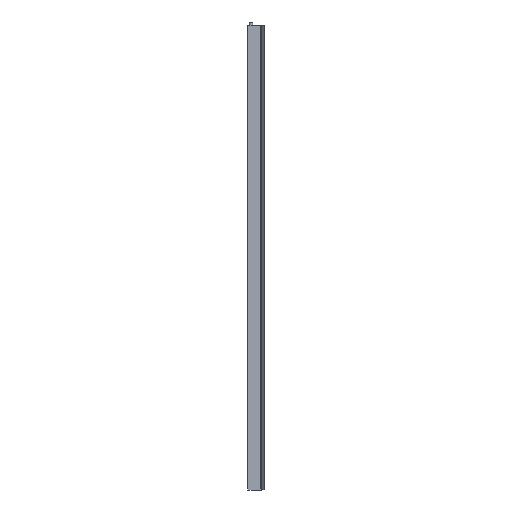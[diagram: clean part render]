
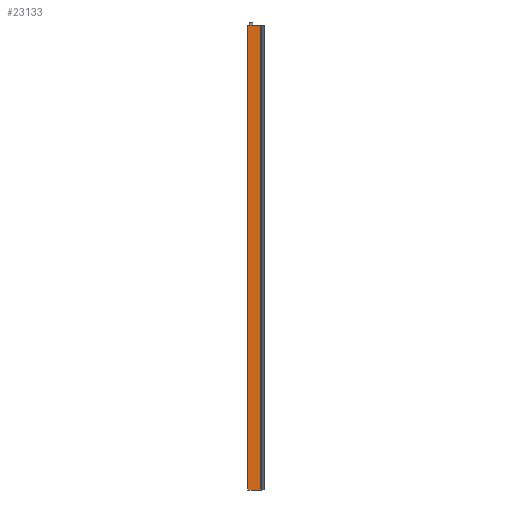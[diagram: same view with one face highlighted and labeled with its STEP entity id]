
A CAD part, left-side view. The second image highlights one B-rep face of the part: STEP entity #23133.
In plain terms, the highlighted planar face has unit normal (-1, 0.003, 0).
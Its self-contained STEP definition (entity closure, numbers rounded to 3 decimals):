
#233 = CARTESIAN_POINT ( 'NONE',  ( -6.401, -0.198, -1050. ) ) ;
#515 = LINE ( 'NONE', #2756, #29884 ) ;
#2279 = ORIENTED_EDGE ( 'NONE', *, *, #5267, .T. ) ;
#2297 = LINE ( 'NONE', #16427, #12641 ) ;
#2756 = CARTESIAN_POINT ( 'NONE',  ( -6.498, -29.5, -1050. ) ) ;
#2781 = CARTESIAN_POINT ( 'NONE',  ( -6.4, 0.002, -1050. ) ) ;
#3234 = VERTEX_POINT ( 'NONE', #32973 ) ;
#4152 = CARTESIAN_POINT ( 'NONE',  ( -6.401, -0.198, -1050. ) ) ;
#4980 = EDGE_CURVE ( 'NONE', #10997, #3234, #27082, .T. ) ;
#5267 = EDGE_CURVE ( 'NONE', #3234, #20327, #12898, .T. ) ;
#7296 = VECTOR ( 'NONE', #24253, 1000. ) ;
#7694 = DIRECTION ( 'NONE',  ( 0.003, 1., 0. ) ) ;
#8062 = CARTESIAN_POINT ( 'NONE',  ( -6.498, -29.5, 0. ) ) ;
#8185 = FACE_OUTER_BOUND ( 'NONE', #17070, .T. ) ;
#10338 = CARTESIAN_POINT ( 'NONE',  ( -6.4, 0.002, 0. ) ) ;
#10997 = VERTEX_POINT ( 'NONE', #8062 ) ;
#12627 = DIRECTION ( 'NONE',  ( 0.003, 1., 0. ) ) ;
#12641 = VECTOR ( 'NONE', #7694, 1000. ) ;
#12898 = LINE ( 'NONE', #4152, #7296 ) ;
#14348 = CARTESIAN_POINT ( 'NONE',  ( -6.498, -29.5, -1050. ) ) ;
#15854 = VERTEX_POINT ( 'NONE', #14348 ) ;
#16427 = CARTESIAN_POINT ( 'NONE',  ( -6.4, 0.002, -1050. ) ) ;
#17070 = EDGE_LOOP ( 'NONE', ( #17397, #2279, #25531, #23315 ) ) ;
#17363 = VECTOR ( 'NONE', #35819, 1000. ) ;
#17397 = ORIENTED_EDGE ( 'NONE', *, *, #4980, .T. ) ;
#20327 = VERTEX_POINT ( 'NONE', #233 ) ;
#22510 = PLANE ( 'NONE',  #35603 ) ;
#23133 = ADVANCED_FACE ( 'NONE', ( #8185 ), #22510, .F. ) ;
#23315 = ORIENTED_EDGE ( 'NONE', *, *, #35558, .T. ) ;
#23792 = DIRECTION ( 'NONE',  ( 1., -0.003, 0. ) ) ;
#24253 = DIRECTION ( 'NONE',  ( 0., 0., -1. ) ) ;
#25531 = ORIENTED_EDGE ( 'NONE', *, *, #35860, .F. ) ;
#27082 = LINE ( 'NONE', #10338, #17363 ) ;
#28424 = DIRECTION ( 'NONE',  ( 0., 0., 1. ) ) ;
#29884 = VECTOR ( 'NONE', #28424, 1000. ) ;
#32973 = CARTESIAN_POINT ( 'NONE',  ( -6.401, -0.198, 0. ) ) ;
#35558 = EDGE_CURVE ( 'NONE', #15854, #10997, #515, .T. ) ;
#35603 = AXIS2_PLACEMENT_3D ( 'NONE', #2781, #23792, #12627 ) ;
#35819 = DIRECTION ( 'NONE',  ( 0.003, 1., 0. ) ) ;
#35860 = EDGE_CURVE ( 'NONE', #15854, #20327, #2297, .T. ) ;
